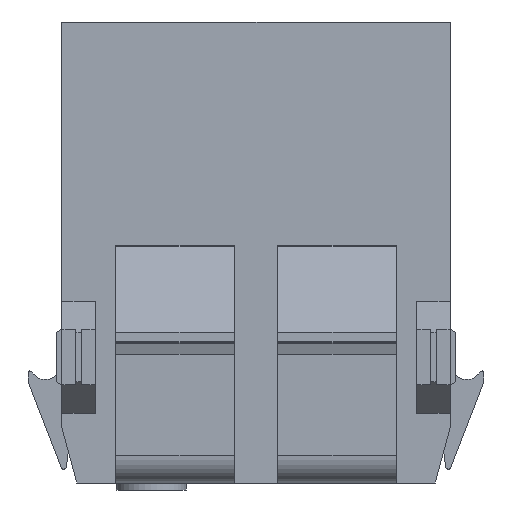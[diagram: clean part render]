
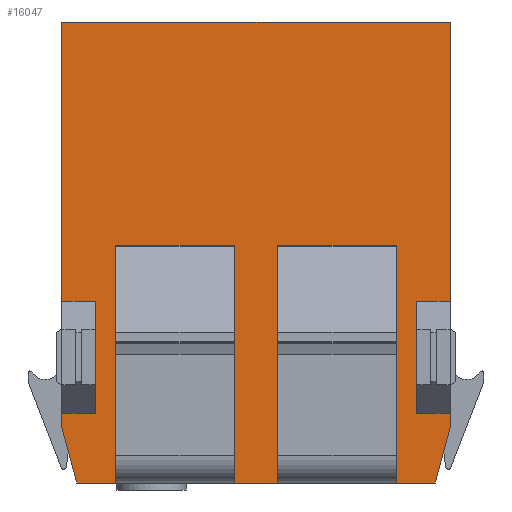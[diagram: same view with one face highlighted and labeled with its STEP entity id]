
A CAD part, front view. The second image highlights one B-rep face of the part: STEP entity #16047.
In plain terms, the highlighted planar face has unit normal (0, -1, 0).
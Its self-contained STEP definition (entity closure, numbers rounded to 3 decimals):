
#15910=AXIS2_PLACEMENT_3D('Plane Axis2P3D',#15907,#15908,#15909) ;
#15082=CARTESIAN_POINT('Line Origine',(2.4,5.9,5.)) ;
#15086=CARTESIAN_POINT('Vertex',(2.4,5.9,4.5)) ;
#15088=CARTESIAN_POINT('Vertex',(2.4,5.9,5.5)) ;
#15109=CARTESIAN_POINT('Vertex',(2.4,5.9,13.5)) ;
#15112=CARTESIAN_POINT('Line Origine',(2.4,5.9,23.5)) ;
#15116=CARTESIAN_POINT('Vertex',(2.4,5.9,33.5)) ;
#15243=CARTESIAN_POINT('Line Origine',(2.936,5.9,2.5)) ;
#15247=CARTESIAN_POINT('Vertex',(3.472,5.9,0.5)) ;
#15793=CARTESIAN_POINT('Vertex',(30.2,5.9,33.5)) ;
#15796=CARTESIAN_POINT('Line Origine',(30.2,5.9,23.5)) ;
#15800=CARTESIAN_POINT('Vertex',(30.2,5.9,13.5)) ;
#15821=CARTESIAN_POINT('Vertex',(30.2,5.9,5.5)) ;
#15824=CARTESIAN_POINT('Line Origine',(30.2,5.9,5.)) ;
#15828=CARTESIAN_POINT('Vertex',(30.2,5.9,4.5)) ;
#15907=CARTESIAN_POINT('Axis2P3D Location',(2.4,5.9,0.)) ;
#15912=CARTESIAN_POINT('Line Origine',(16.3,5.9,33.5)) ;
#15917=CARTESIAN_POINT('Line Origine',(3.6,5.9,13.5)) ;
#15921=CARTESIAN_POINT('Vertex',(4.8,5.9,13.5)) ;
#15924=CARTESIAN_POINT('Line Origine',(4.8,5.9,9.5)) ;
#15928=CARTESIAN_POINT('Vertex',(4.8,5.9,5.5)) ;
#15931=CARTESIAN_POINT('Line Origine',(3.6,5.9,5.5)) ;
#15936=CARTESIAN_POINT('Line Origine',(4.861,5.9,0.5)) ;
#15940=CARTESIAN_POINT('Vertex',(6.25,5.9,0.5)) ;
#15943=CARTESIAN_POINT('Line Origine',(6.25,5.9,1.4)) ;
#15947=CARTESIAN_POINT('Vertex',(6.25,5.9,2.3)) ;
#15950=CARTESIAN_POINT('Line Origine',(10.5,5.9,2.3)) ;
#15954=CARTESIAN_POINT('Vertex',(14.75,5.9,2.3)) ;
#15957=CARTESIAN_POINT('Line Origine',(14.75,5.9,1.4)) ;
#15961=CARTESIAN_POINT('Vertex',(14.75,5.9,0.5)) ;
#15964=CARTESIAN_POINT('Line Origine',(16.3,5.9,0.5)) ;
#15968=CARTESIAN_POINT('Vertex',(17.85,5.9,0.5)) ;
#15971=CARTESIAN_POINT('Line Origine',(17.85,5.9,1.4)) ;
#15975=CARTESIAN_POINT('Vertex',(17.85,5.9,2.3)) ;
#15978=CARTESIAN_POINT('Line Origine',(22.1,5.9,2.3)) ;
#15982=CARTESIAN_POINT('Vertex',(26.35,5.9,2.3)) ;
#15985=CARTESIAN_POINT('Line Origine',(26.35,5.9,1.4)) ;
#15989=CARTESIAN_POINT('Vertex',(26.35,5.9,0.5)) ;
#15992=CARTESIAN_POINT('Line Origine',(27.739,5.9,0.5)) ;
#15996=CARTESIAN_POINT('Vertex',(29.128,5.9,0.5)) ;
#15999=CARTESIAN_POINT('Line Origine',(29.664,5.9,2.5)) ;
#16004=CARTESIAN_POINT('Line Origine',(29.,5.9,5.5)) ;
#16008=CARTESIAN_POINT('Vertex',(27.8,5.9,5.5)) ;
#16011=CARTESIAN_POINT('Line Origine',(27.8,5.9,9.5)) ;
#16015=CARTESIAN_POINT('Vertex',(27.8,5.9,13.5)) ;
#16018=CARTESIAN_POINT('Line Origine',(29.,5.9,13.5)) ;
#15083=DIRECTION('Vector Direction',(0.,0.,1.)) ;
#15113=DIRECTION('Vector Direction',(0.,0.,1.)) ;
#15244=DIRECTION('Vector Direction',(-0.259,0.,0.966)) ;
#15797=DIRECTION('Vector Direction',(0.,0.,1.)) ;
#15825=DIRECTION('Vector Direction',(0.,0.,1.)) ;
#15908=DIRECTION('Axis2P3D Direction',(0.,-1.,0.)) ;
#15909=DIRECTION('Axis2P3D XDirection',(1.,0.,0.)) ;
#15913=DIRECTION('Vector Direction',(1.,0.,0.)) ;
#15918=DIRECTION('Vector Direction',(1.,0.,0.)) ;
#15925=DIRECTION('Vector Direction',(0.,0.,1.)) ;
#15932=DIRECTION('Vector Direction',(1.,0.,0.)) ;
#15937=DIRECTION('Vector Direction',(1.,0.,0.)) ;
#15944=DIRECTION('Vector Direction',(0.,0.,1.)) ;
#15951=DIRECTION('Vector Direction',(1.,0.,0.)) ;
#15958=DIRECTION('Vector Direction',(0.,0.,1.)) ;
#15965=DIRECTION('Vector Direction',(1.,0.,0.)) ;
#15972=DIRECTION('Vector Direction',(0.,0.,1.)) ;
#15979=DIRECTION('Vector Direction',(1.,0.,0.)) ;
#15986=DIRECTION('Vector Direction',(0.,0.,1.)) ;
#15993=DIRECTION('Vector Direction',(1.,0.,0.)) ;
#16000=DIRECTION('Vector Direction',(-0.259,0.,-0.966)) ;
#16005=DIRECTION('Vector Direction',(1.,0.,0.)) ;
#16012=DIRECTION('Vector Direction',(0.,0.,1.)) ;
#16019=DIRECTION('Vector Direction',(1.,0.,0.)) ;
#15084=VECTOR('Line Direction',#15083,1.) ;
#15114=VECTOR('Line Direction',#15113,1.) ;
#15245=VECTOR('Line Direction',#15244,1.) ;
#15798=VECTOR('Line Direction',#15797,1.) ;
#15826=VECTOR('Line Direction',#15825,1.) ;
#15914=VECTOR('Line Direction',#15913,1.) ;
#15919=VECTOR('Line Direction',#15918,1.) ;
#15926=VECTOR('Line Direction',#15925,1.) ;
#15933=VECTOR('Line Direction',#15932,1.) ;
#15938=VECTOR('Line Direction',#15937,1.) ;
#15945=VECTOR('Line Direction',#15944,1.) ;
#15952=VECTOR('Line Direction',#15951,1.) ;
#15959=VECTOR('Line Direction',#15958,1.) ;
#15966=VECTOR('Line Direction',#15965,1.) ;
#15973=VECTOR('Line Direction',#15972,1.) ;
#15980=VECTOR('Line Direction',#15979,1.) ;
#15987=VECTOR('Line Direction',#15986,1.) ;
#15994=VECTOR('Line Direction',#15993,1.) ;
#16001=VECTOR('Line Direction',#16000,1.) ;
#16006=VECTOR('Line Direction',#16005,1.) ;
#16013=VECTOR('Line Direction',#16012,1.) ;
#16020=VECTOR('Line Direction',#16019,1.) ;
#16024=ORIENTED_EDGE('',*,*,#15802,.T.) ;
#16025=ORIENTED_EDGE('',*,*,#15916,.F.) ;
#16026=ORIENTED_EDGE('',*,*,#15118,.F.) ;
#16027=ORIENTED_EDGE('',*,*,#15923,.T.) ;
#16028=ORIENTED_EDGE('',*,*,#15930,.T.) ;
#16029=ORIENTED_EDGE('',*,*,#15935,.F.) ;
#16030=ORIENTED_EDGE('',*,*,#15090,.F.) ;
#16031=ORIENTED_EDGE('',*,*,#15249,.F.) ;
#16032=ORIENTED_EDGE('',*,*,#15942,.T.) ;
#16033=ORIENTED_EDGE('',*,*,#15949,.F.) ;
#16034=ORIENTED_EDGE('',*,*,#15956,.T.) ;
#16035=ORIENTED_EDGE('',*,*,#15963,.T.) ;
#16036=ORIENTED_EDGE('',*,*,#15970,.T.) ;
#16037=ORIENTED_EDGE('',*,*,#15977,.F.) ;
#16038=ORIENTED_EDGE('',*,*,#15984,.F.) ;
#16039=ORIENTED_EDGE('',*,*,#15991,.T.) ;
#16040=ORIENTED_EDGE('',*,*,#15998,.T.) ;
#16041=ORIENTED_EDGE('',*,*,#16003,.F.) ;
#16042=ORIENTED_EDGE('',*,*,#15830,.T.) ;
#16043=ORIENTED_EDGE('',*,*,#16010,.T.) ;
#16044=ORIENTED_EDGE('',*,*,#16017,.F.) ;
#16045=ORIENTED_EDGE('',*,*,#16022,.F.) ;
#16047=ADVANCED_FACE('Hauptkoerper',(#16046),#15911,.T.) ;
#15090=EDGE_CURVE('',#15087,#15089,#15085,.T.) ;
#15118=EDGE_CURVE('',#15110,#15117,#15115,.T.) ;
#15249=EDGE_CURVE('',#15248,#15087,#15246,.T.) ;
#15802=EDGE_CURVE('',#15801,#15794,#15799,.T.) ;
#15830=EDGE_CURVE('',#15829,#15822,#15827,.T.) ;
#15916=EDGE_CURVE('',#15117,#15794,#15915,.T.) ;
#15923=EDGE_CURVE('',#15110,#15922,#15920,.T.) ;
#15930=EDGE_CURVE('',#15922,#15929,#15927,.F.) ;
#15935=EDGE_CURVE('',#15089,#15929,#15934,.T.) ;
#15942=EDGE_CURVE('',#15248,#15941,#15939,.T.) ;
#15949=EDGE_CURVE('',#15948,#15941,#15946,.F.) ;
#15956=EDGE_CURVE('',#15948,#15955,#15953,.T.) ;
#15963=EDGE_CURVE('',#15955,#15962,#15960,.F.) ;
#15970=EDGE_CURVE('',#15962,#15969,#15967,.T.) ;
#15977=EDGE_CURVE('',#15976,#15969,#15974,.F.) ;
#15984=EDGE_CURVE('',#15983,#15976,#15981,.F.) ;
#15991=EDGE_CURVE('',#15983,#15990,#15988,.F.) ;
#15998=EDGE_CURVE('',#15990,#15997,#15995,.T.) ;
#16003=EDGE_CURVE('',#15829,#15997,#16002,.T.) ;
#16010=EDGE_CURVE('',#15822,#16009,#16007,.F.) ;
#16017=EDGE_CURVE('',#16016,#16009,#16014,.F.) ;
#16022=EDGE_CURVE('',#15801,#16016,#16021,.F.) ;
#16023=EDGE_LOOP('',(#16024,#16025,#16026,#16027,#16028,#16029,#16030,#16031,#16032,#16033,#16034,#16035,#16036,#16037,#16038,#16039,#16040,#16041,#16042,#16043,#16044,#16045)) ;
#16046=FACE_OUTER_BOUND('',#16023,.T.) ;
#15085=LINE('Line',#15082,#15084) ;
#15115=LINE('Line',#15112,#15114) ;
#15246=LINE('Line',#15243,#15245) ;
#15799=LINE('Line',#15796,#15798) ;
#15827=LINE('Line',#15824,#15826) ;
#15915=LINE('Line',#15912,#15914) ;
#15920=LINE('Line',#15917,#15919) ;
#15927=LINE('Line',#15924,#15926) ;
#15934=LINE('Line',#15931,#15933) ;
#15939=LINE('Line',#15936,#15938) ;
#15946=LINE('Line',#15943,#15945) ;
#15953=LINE('Line',#15950,#15952) ;
#15960=LINE('Line',#15957,#15959) ;
#15967=LINE('Line',#15964,#15966) ;
#15974=LINE('Line',#15971,#15973) ;
#15981=LINE('Line',#15978,#15980) ;
#15988=LINE('Line',#15985,#15987) ;
#15995=LINE('Line',#15992,#15994) ;
#16002=LINE('Line',#15999,#16001) ;
#16007=LINE('Line',#16004,#16006) ;
#16014=LINE('Line',#16011,#16013) ;
#16021=LINE('Line',#16018,#16020) ;
#15911=PLANE('',#15910) ;
#15087=VERTEX_POINT('',#15086) ;
#15089=VERTEX_POINT('',#15088) ;
#15110=VERTEX_POINT('',#15109) ;
#15117=VERTEX_POINT('',#15116) ;
#15248=VERTEX_POINT('',#15247) ;
#15794=VERTEX_POINT('',#15793) ;
#15801=VERTEX_POINT('',#15800) ;
#15822=VERTEX_POINT('',#15821) ;
#15829=VERTEX_POINT('',#15828) ;
#15922=VERTEX_POINT('',#15921) ;
#15929=VERTEX_POINT('',#15928) ;
#15941=VERTEX_POINT('',#15940) ;
#15948=VERTEX_POINT('',#15947) ;
#15955=VERTEX_POINT('',#15954) ;
#15962=VERTEX_POINT('',#15961) ;
#15969=VERTEX_POINT('',#15968) ;
#15976=VERTEX_POINT('',#15975) ;
#15983=VERTEX_POINT('',#15982) ;
#15990=VERTEX_POINT('',#15989) ;
#15997=VERTEX_POINT('',#15996) ;
#16009=VERTEX_POINT('',#16008) ;
#16016=VERTEX_POINT('',#16015) ;
